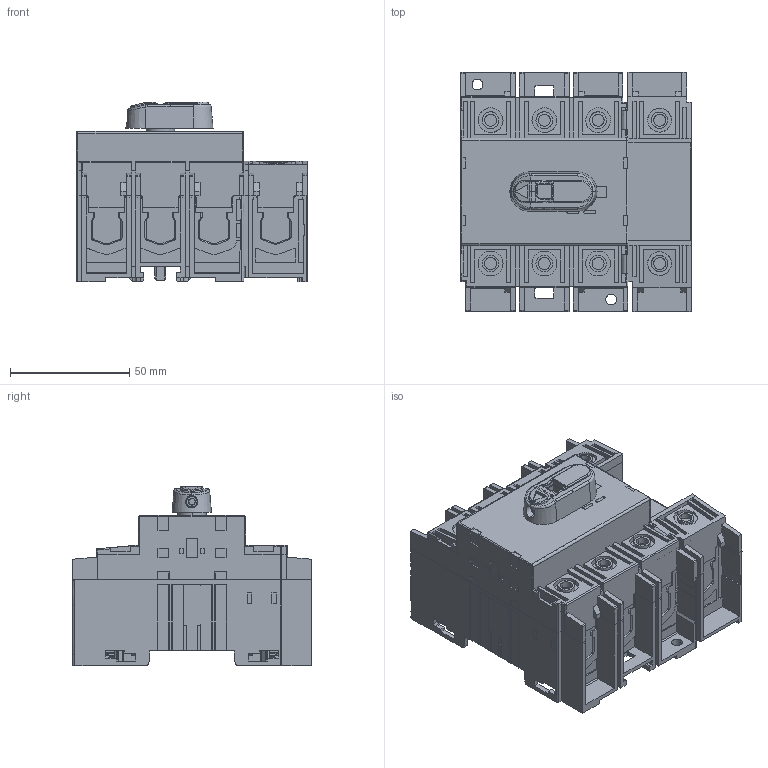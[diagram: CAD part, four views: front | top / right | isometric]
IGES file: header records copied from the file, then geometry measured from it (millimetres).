
Start section:  PTC IGES file: ot30f4n2_igs.igs
Global section: file name: ot30f4n2_igs.igs; native system: Creo Parametric by PTC Inc.; preprocessor: 2017480; author: FIALBJO; organization: Unknown; date: 20180730.145723; units: millimetre
Bounding box: 96.5 x 100 x 75.2 mm (x, y, z)
Volume: 360670.4 mm3; surface area: 114641.4 mm2
Topology: 1 solids, 6 shells, 2466 faces, 6955 edges, 4508 vertices
Faces by surface type: bspline 1760, revolution 704, extrusion 2
